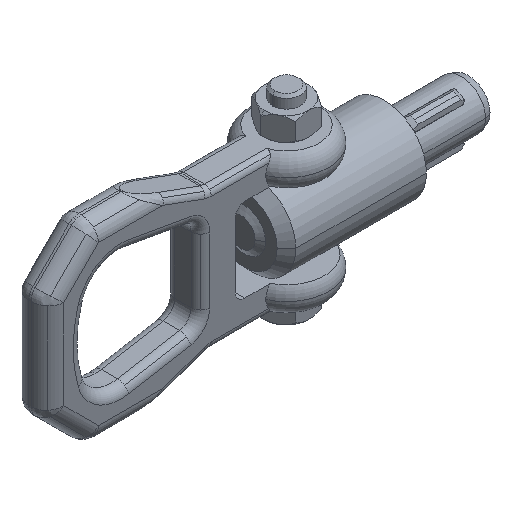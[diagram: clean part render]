
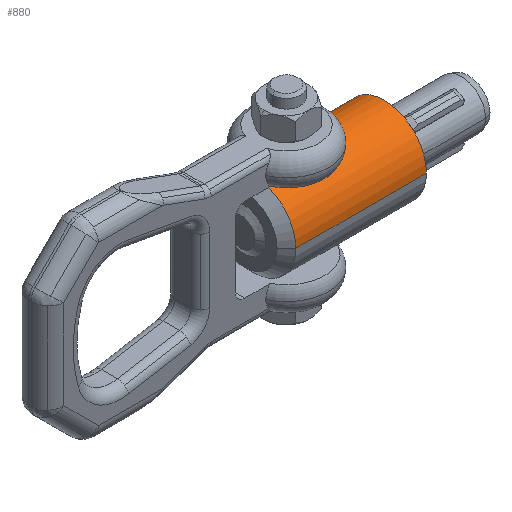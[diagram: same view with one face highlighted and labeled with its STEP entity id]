
A CAD part, isometric view. The second image highlights one B-rep face of the part: STEP entity #880.
In plain terms, the highlighted cylindrical face has radius 18 mm (diameter 36 mm), a partial arc.
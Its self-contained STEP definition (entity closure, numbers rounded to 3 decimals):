
#880=ADVANCED_FACE('',(#1763,#1764),#1765,.T.);
#1763=FACE_OUTER_BOUND('',#2944,.T.);
#1764=FACE_BOUND('',#2945,.T.);
#1765=CYLINDRICAL_SURFACE('',#2946,18.0);
#2944=EDGE_LOOP('',(#5430,#5431,#5432,#5433));
#2945=EDGE_LOOP('',(#5434,#5435,#5436));
#2946=AXIS2_PLACEMENT_3D('',#5437,#5438,#5439);
#5430=ORIENTED_EDGE('',*,*,#6089,.T.);
#5431=ORIENTED_EDGE('',*,*,#6440,.F.);
#5432=ORIENTED_EDGE('',*,*,#6090,.T.);
#5433=ORIENTED_EDGE('',*,*,#6442,.T.);
#5434=ORIENTED_EDGE('',*,*,#6131,.T.);
#5435=ORIENTED_EDGE('',*,*,#6430,.T.);
#5436=ORIENTED_EDGE('',*,*,#6132,.T.);
#5437=CARTESIAN_POINT('',(32.0,0.,0.));
#5438=DIRECTION('',(-1.0,0.,0.));
#5439=DIRECTION('',(0.,-1.0,0.));
#6089=EDGE_CURVE('',#7333,#7347,#7348,.T.);
#6090=EDGE_CURVE('',#7349,#7337,#7350,.T.);
#6131=EDGE_CURVE('',#7423,#7421,#7424,.T.);
#6132=EDGE_CURVE('',#7419,#7423,#7425,.T.);
#6430=EDGE_CURVE('',#7421,#7419,#7852,.T.);
#6440=EDGE_CURVE('',#7349,#7347,#7863,.T.);
#6442=EDGE_CURVE('',#7337,#7333,#7865,.T.);
#7333=VERTEX_POINT('',#9466);
#7337=VERTEX_POINT('',#9471);
#7347=VERTEX_POINT('',#9541);
#7348=LINE('',#9542,#9543);
#7349=VERTEX_POINT('',#9544);
#7350=LINE('',#9545,#9546);
#7419=VERTEX_POINT('',#9677);
#7421=VERTEX_POINT('',#9680);
#7423=VERTEX_POINT('',#9683);
#7424=B_SPLINE_CURVE_WITH_KNOTS('',3,(#9684,#9685,#9686,#9687,#9688,#9689,#9690,#9691,#9692,#9693),.UNSPECIFIED.,.F.,.F.,(4,2,2,2,4),(0.0,0.228,0.456,0.684,0.912),.UNSPECIFIED.);
#7425=B_SPLINE_CURVE_WITH_KNOTS('',3,(#9694,#9695,#9696,#9697,#9698,#9699,#9700,#9701,#9702,#9703,#9704,#9705,#9706,#9707,#9708,#9709,#9710,#9711,#9712,#9713,#9714,#9715,#9716,#9717,#9718,#9719),.UNSPECIFIED.,.F.,.F.,(4,2,2,2,2,2,2,2,2,2,2,2,4),(0.912,1.139,1.367,1.595,1.823,2.051,2.279,2.507,2.735,2.963,3.191,3.419,3.647),.UNSPECIFIED.);
#7852=B_SPLINE_CURVE_WITH_KNOTS('',3,(#10476,#10477,#10478,#10479,#10480,#10481,#10482,#10483,#10484,#10485,#10486,#10487,#10488,#10489,#10490,#10491,#10492,#10493,#10494,#10495,#10496,#10497,#10498,#10499,#10500,#10501),.UNSPECIFIED.,.F.,.F.,(4,2,2,2,2,2,2,2,2,2,2,2,4),(0.912,1.139,1.367,1.595,1.823,2.051,2.279,2.507,2.735,2.963,3.191,3.419,3.647),.UNSPECIFIED.);
#7863=CIRCLE('',#10512,18.0);
#7865=CIRCLE('',#10514,18.0);
#9466=CARTESIAN_POINT('',(4.,-18.0,0.));
#9471=CARTESIAN_POINT('',(4.,18.0,0.));
#9541=CARTESIAN_POINT('',(60.0,-18.0,0.));
#9542=CARTESIAN_POINT('',(32.0,-18.0,0.));
#9543=VECTOR('',#11374,1.0);
#9544=CARTESIAN_POINT('',(60.0,18.0,0.));
#9545=CARTESIAN_POINT('',(32.0,18.0,0.));
#9546=VECTOR('',#11375,18.0);
#9677=CARTESIAN_POINT('',(12.0,0.,18.0));
#9680=CARTESIAN_POINT('',(24.0,0.,18.0));
#9683=CARTESIAN_POINT('',(18.0,6.0,16.971));
#9684=CARTESIAN_POINT('',(18.0,6.0,16.971));
#9685=CARTESIAN_POINT('',(18.76,6.0,16.971));
#9686=CARTESIAN_POINT('',(19.566,5.847,17.027));
#9687=CARTESIAN_POINT('',(21.042,5.233,17.226));
#9688=CARTESIAN_POINT('',(21.713,4.772,17.364));
#9689=CARTESIAN_POINT('',(22.772,3.713,17.621));
#9690=CARTESIAN_POINT('',(23.233,3.042,17.757));
#9691=CARTESIAN_POINT('',(23.847,1.566,17.947));
#9692=CARTESIAN_POINT('',(24.0,0.76,18.0));
#9693=CARTESIAN_POINT('',(24.0,0.,18.0));
#9694=CARTESIAN_POINT('',(24.0,0.,18.0));
#9695=CARTESIAN_POINT('',(24.0,-0.76,18.0));
#9696=CARTESIAN_POINT('',(23.847,-1.566,17.947));
#9697=CARTESIAN_POINT('',(23.233,-3.042,17.757));
#9698=CARTESIAN_POINT('',(22.772,-3.713,17.621));
#9699=CARTESIAN_POINT('',(21.713,-4.772,17.364));
#9700=CARTESIAN_POINT('',(21.042,-5.233,17.226));
#9701=CARTESIAN_POINT('',(19.566,-5.847,17.027));
#9702=CARTESIAN_POINT('',(18.76,-6.0,16.971));
#9703=CARTESIAN_POINT('',(17.24,-6.0,16.971));
#9704=CARTESIAN_POINT('',(16.434,-5.847,17.027));
#9705=CARTESIAN_POINT('',(14.958,-5.233,17.226));
#9706=CARTESIAN_POINT('',(14.287,-4.772,17.364));
#9707=CARTESIAN_POINT('',(13.228,-3.713,17.621));
#9708=CARTESIAN_POINT('',(12.767,-3.042,17.757));
#9709=CARTESIAN_POINT('',(12.153,-1.566,17.947));
#9710=CARTESIAN_POINT('',(12.0,-0.76,18.0));
#9711=CARTESIAN_POINT('',(12.0,0.76,18.0));
#9712=CARTESIAN_POINT('',(12.153,1.566,17.947));
#9713=CARTESIAN_POINT('',(12.767,3.042,17.757));
#9714=CARTESIAN_POINT('',(13.228,3.713,17.621));
#9715=CARTESIAN_POINT('',(14.287,4.772,17.364));
#9716=CARTESIAN_POINT('',(14.958,5.233,17.226));
#9717=CARTESIAN_POINT('',(16.434,5.847,17.027));
#9718=CARTESIAN_POINT('',(17.24,6.0,16.971));
#9719=CARTESIAN_POINT('',(18.0,6.0,16.971));
#10476=CARTESIAN_POINT('',(24.0,0.,18.0));
#10477=CARTESIAN_POINT('',(24.0,-0.76,18.0));
#10478=CARTESIAN_POINT('',(23.847,-1.566,17.947));
#10479=CARTESIAN_POINT('',(23.233,-3.042,17.757));
#10480=CARTESIAN_POINT('',(22.772,-3.713,17.621));
#10481=CARTESIAN_POINT('',(21.713,-4.772,17.364));
#10482=CARTESIAN_POINT('',(21.042,-5.233,17.226));
#10483=CARTESIAN_POINT('',(19.566,-5.847,17.027));
#10484=CARTESIAN_POINT('',(18.76,-6.0,16.971));
#10485=CARTESIAN_POINT('',(17.24,-6.0,16.971));
#10486=CARTESIAN_POINT('',(16.434,-5.847,17.027));
#10487=CARTESIAN_POINT('',(14.958,-5.233,17.226));
#10488=CARTESIAN_POINT('',(14.287,-4.772,17.364));
#10489=CARTESIAN_POINT('',(13.228,-3.713,17.621));
#10490=CARTESIAN_POINT('',(12.767,-3.042,17.757));
#10491=CARTESIAN_POINT('',(12.153,-1.566,17.947));
#10492=CARTESIAN_POINT('',(12.0,-0.76,18.0));
#10493=CARTESIAN_POINT('',(12.0,0.76,18.0));
#10494=CARTESIAN_POINT('',(12.153,1.566,17.947));
#10495=CARTESIAN_POINT('',(12.767,3.042,17.757));
#10496=CARTESIAN_POINT('',(13.228,3.713,17.621));
#10497=CARTESIAN_POINT('',(14.287,4.772,17.364));
#10498=CARTESIAN_POINT('',(14.958,5.233,17.226));
#10499=CARTESIAN_POINT('',(16.434,5.847,17.027));
#10500=CARTESIAN_POINT('',(17.24,6.0,16.971));
#10501=CARTESIAN_POINT('',(18.0,6.0,16.971));
#10512=AXIS2_PLACEMENT_3D('',#11785,#11786,#11787);
#10514=AXIS2_PLACEMENT_3D('',#11788,#11789,#11790);
#11374=DIRECTION('',(1.0,0.,0.));
#11375=DIRECTION('',(-1.0,0.,0.));
#11785=CARTESIAN_POINT('',(60.0,0.,0.));
#11786=DIRECTION('',(1.0,0.,0.));
#11787=DIRECTION('',(0.,0.,-1.0));
#11788=CARTESIAN_POINT('',(4.,0.,0.));
#11789=DIRECTION('',(1.0,0.,0.));
#11790=DIRECTION('',(0.,0.,-1.0));
